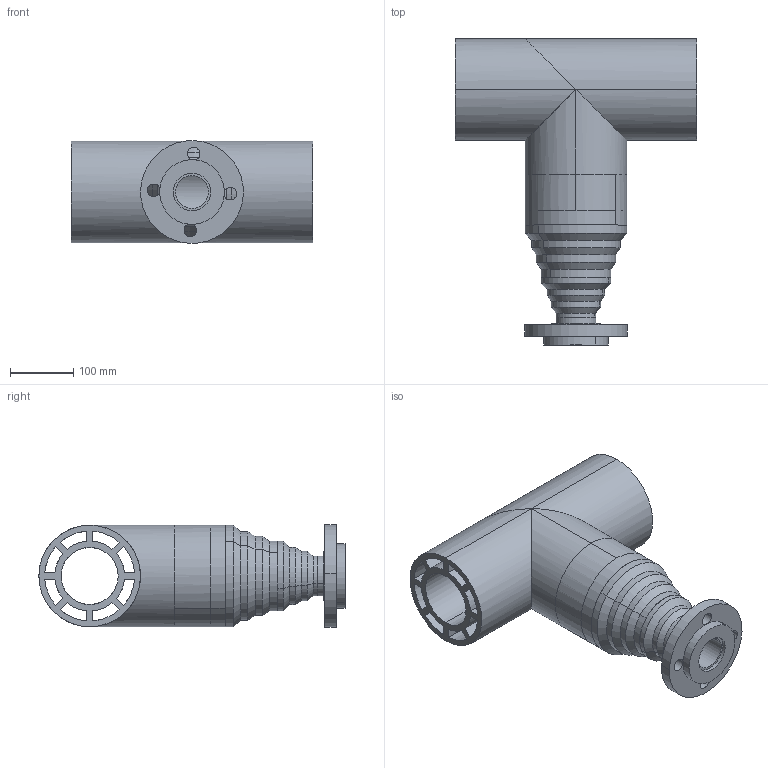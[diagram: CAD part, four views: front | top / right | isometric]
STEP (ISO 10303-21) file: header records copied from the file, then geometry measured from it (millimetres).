
FILE_DESCRIPTION (( 'STEP AP203' ), '1' );
FILE_NAME ('--7867532.STEP', '2015-03-24T14:57:11', ( 'enduser' ), ( '' ), 'SwSTEP 2.0', 'SolidWorks 2014', '' );
FILE_SCHEMA (( 'CONFIG_CONTROL_DESIGN' ));
Length unit declared in the file: inch
Products named in the file (1): --7867532
Bounding box: 381 x 482.49 x 161.85 mm (x, y, z)
Surface area: 852040.1 mm2 (no closed solid volume)
Topology: 0 solids, 10 shells, 138 faces, 366 edges, 238 vertices
Faces by surface type: cylinder 82, plane 44, cone 12
Entity records: 4364 total; most frequent: CARTESIAN_POINT 869, DIRECTION 734, ORIENTED_EDGE 648, EDGE_CURVE 366, AXIS2_PLACEMENT_3D 271, VERTEX_POINT 238, LINE 192, VECTOR 192
